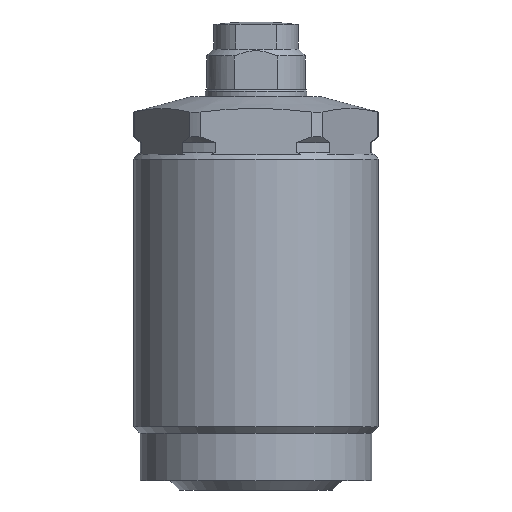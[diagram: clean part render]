
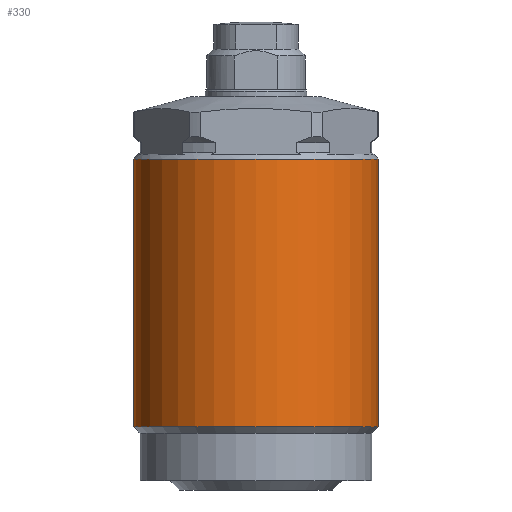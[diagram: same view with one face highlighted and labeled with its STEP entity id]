
A CAD part, front view. The second image highlights one B-rep face of the part: STEP entity #330.
In plain terms, the highlighted cylindrical face has radius 18 mm (diameter 36 mm), a partial arc.
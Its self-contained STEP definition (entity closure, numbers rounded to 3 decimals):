
#312 = ORIENTED_EDGE ( 'NONE', *, *, #329, .F. ) ;
#329 = EDGE_CURVE ( 'NONE', #806, #817, #1455, .T. ) ;
#330 = ADVANCED_FACE ( 'NONE', ( #1504 ), #1503, .T. ) ;
#331 = EDGE_LOOP ( 'NONE', ( #332, #333, #335, #312 ) ) ;
#332 = ORIENTED_EDGE ( 'NONE', *, *, #805, .F. ) ;
#333 = ORIENTED_EDGE ( 'NONE', *, *, #334, .T. ) ;
#334 = EDGE_CURVE ( 'NONE', #716, #791, #1501, .T. ) ;
#335 = ORIENTED_EDGE ( 'NONE', *, *, #814, .T. ) ;
#716 = VERTEX_POINT ( 'NONE', #2107 ) ;
#791 = VERTEX_POINT ( 'NONE', #2257 ) ;
#805 = EDGE_CURVE ( 'NONE', #716, #806, #2300, .T. ) ;
#806 = VERTEX_POINT ( 'NONE', #2296 ) ;
#814 = EDGE_CURVE ( 'NONE', #791, #817, #2330, .T. ) ;
#817 = VERTEX_POINT ( 'NONE', #2316 ) ;
#1455 = CIRCLE ( 'NONE', #1508, 18. ) ;
#1494 = DIRECTION ( 'NONE',  ( -1., 0., 0. ) ) ;
#1495 = DIRECTION ( 'NONE',  ( 0., 0., -1. ) ) ;
#1496 = CARTESIAN_POINT ( 'NONE',  ( 0., 0., -9.2 ) ) ;
#1497 = AXIS2_PLACEMENT_3D ( 'NONE', #1496, #1495, #1494 ) ;
#1498 = DIRECTION ( 'NONE',  ( -1., 0., 0. ) ) ;
#1499 = DIRECTION ( 'NONE',  ( 0., 0., -1. ) ) ;
#1500 = AXIS2_PLACEMENT_3D ( 'NONE', #1502, #1499, #1498 ) ;
#1501 = CIRCLE ( 'NONE', #1497, 18. ) ;
#1502 = CARTESIAN_POINT ( 'NONE',  ( 0., 0., -59.446 ) ) ;
#1503 = CYLINDRICAL_SURFACE ( 'NONE', #1500, 18. ) ;
#1504 = FACE_OUTER_BOUND ( 'NONE', #331, .T. ) ;
#1505 = DIRECTION ( 'NONE',  ( -1., 0., 0. ) ) ;
#1506 = DIRECTION ( 'NONE',  ( 0., 0., -1. ) ) ;
#1507 = CARTESIAN_POINT ( 'NONE',  ( 0., 0., -48.7 ) ) ;
#1508 = AXIS2_PLACEMENT_3D ( 'NONE', #1507, #1506, #1505 ) ;
#2107 = CARTESIAN_POINT ( 'NONE',  ( 18., 0., -9.2 ) ) ;
#2257 = CARTESIAN_POINT ( 'NONE',  ( -18., 0., -9.2 ) ) ;
#2296 = CARTESIAN_POINT ( 'NONE',  ( 18., 0., -48.7 ) ) ;
#2297 = DIRECTION ( 'NONE',  ( 0., 0., -1. ) ) ;
#2298 = VECTOR ( 'NONE', #2297, 1000. ) ;
#2299 = CARTESIAN_POINT ( 'NONE',  ( 18., 0., -59.446 ) ) ;
#2300 = LINE ( 'NONE', #2299, #2298 ) ;
#2316 = CARTESIAN_POINT ( 'NONE',  ( -18., 0., -48.7 ) ) ;
#2327 = DIRECTION ( 'NONE',  ( 0., 0., -1. ) ) ;
#2328 = VECTOR ( 'NONE', #2327, 1000. ) ;
#2329 = CARTESIAN_POINT ( 'NONE',  ( -18., 0., -59.446 ) ) ;
#2330 = LINE ( 'NONE', #2329, #2328 ) ;
